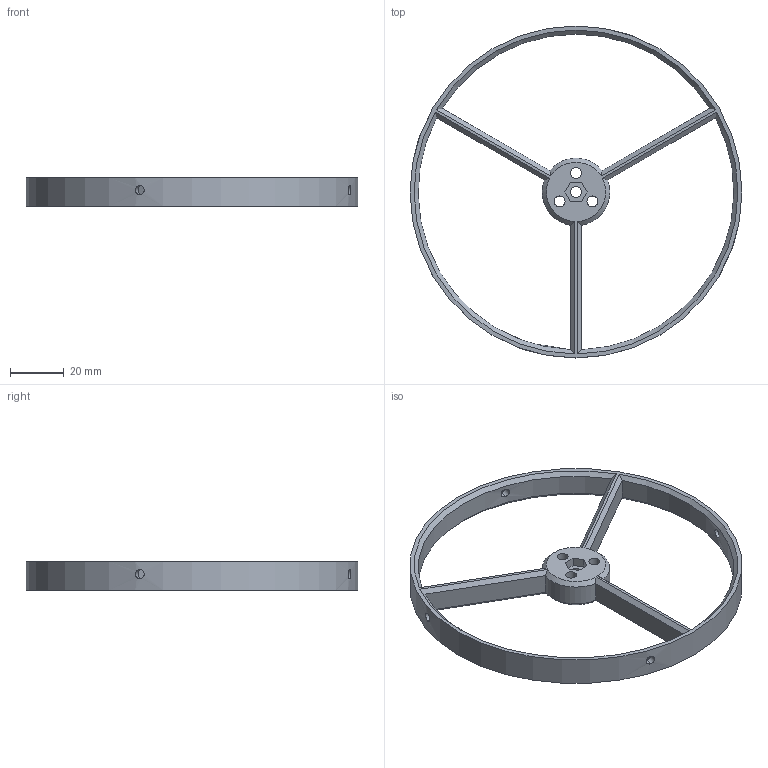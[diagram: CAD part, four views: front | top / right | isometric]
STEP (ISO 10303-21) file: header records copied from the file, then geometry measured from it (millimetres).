
FILE_DESCRIPTION(/* description */ ('','CAx-IF Rec.Pracs.---Representation and Presentation of Product Manufacturing Information (PMI)---4.0---2014-10-13'),/* implementation_level */ '2;1');
FILE_NAME(/* name */ 'spiderJWST.step',/* time_stamp */ '2024-12-23T11:56:09-05:00',/* author */ (''),/* organization */ (''),/* preprocessor_version */ 'ST-DEVELOPER v20',/* originating_system */ 'Autodesk Translation Framework v13.20.0.188',/* authorisation */ '');
FILE_SCHEMA (('AP242_MANAGED_MODEL_BASED_3D_ENGINEERING_MIM_LF { 1 0 10303 442 1 1 4 }'));
Length unit declared in the file: millimetre
Products named in the file (1): Spider (JWST)
Bounding box: 123 x 123 x 10.6 mm (x, y, z)
Volume: 20390 mm3; surface area: 15479.2 mm2
Topology: 1 solids, 1 shells, 85 faces, 204 edges, 128 vertices
Faces by surface type: plane 51, cylinder 14, cone 12, bspline 8
Full cylindrical faces by diameter (mm): 4.05 x7, 123 x1
Entity records: 3070 total; most frequent: CARTESIAN_POINT 1082, ORIENTED_EDGE 408, DIRECTION 360, EDGE_CURVE 204, VERTEX_POINT 128, LINE 124, VECTOR 124, AXIS2_PLACEMENT_3D 118
